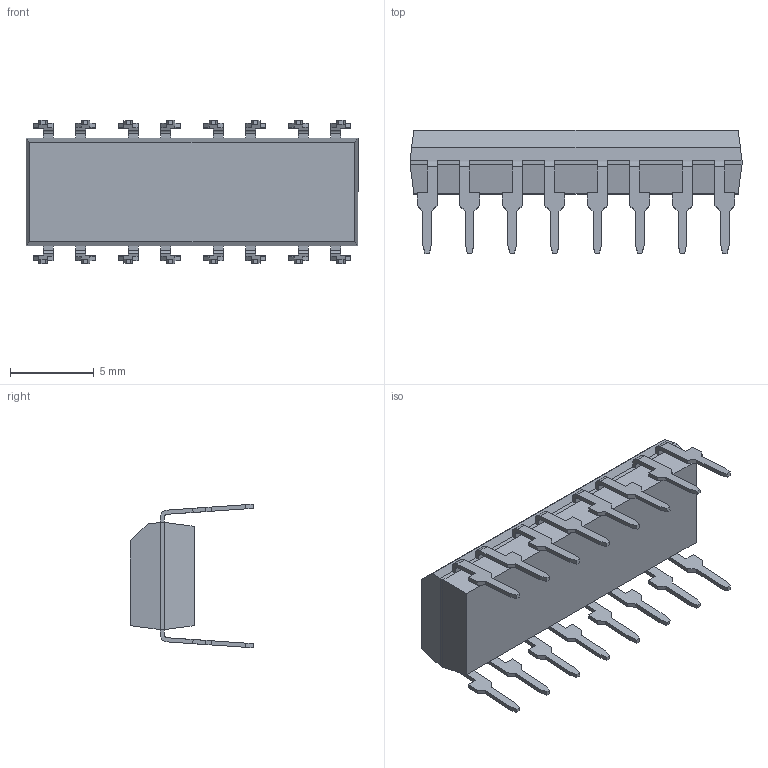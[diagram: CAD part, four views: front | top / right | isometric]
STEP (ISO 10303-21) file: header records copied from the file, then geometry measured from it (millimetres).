
FILE_DESCRIPTION (( 'STEP AP214' ), '1' );
FILE_NAME ('TLP521-4(GB).STEP', '2020-07-08T19:05:56', ( '' ), ( '' ), 'SwSTEP 2.0', 'SolidWorks 2017', '' );
FILE_SCHEMA (( 'AUTOMOTIVE_DESIGN' ));
Length unit declared in the file: millimetre
Products named in the file (1): TLP521-4(GB)
Bounding box: 19.82 x 7.35 x 8.57 mm (x, y, z)
Volume: 467.3 mm3; surface area: 593.3 mm2
Topology: 17 solids, 17 shells, 303 faces, 799 edges, 530 vertices
Faces by surface type: plane 271, cylinder 32
Entity records: 9391 total; most frequent: CARTESIAN_POINT 1633, ORIENTED_EDGE 1598, DIRECTION 1471, EDGE_CURVE 799, VECTOR 735, LINE 735, VERTEX_POINT 530, AXIS2_PLACEMENT_3D 368
